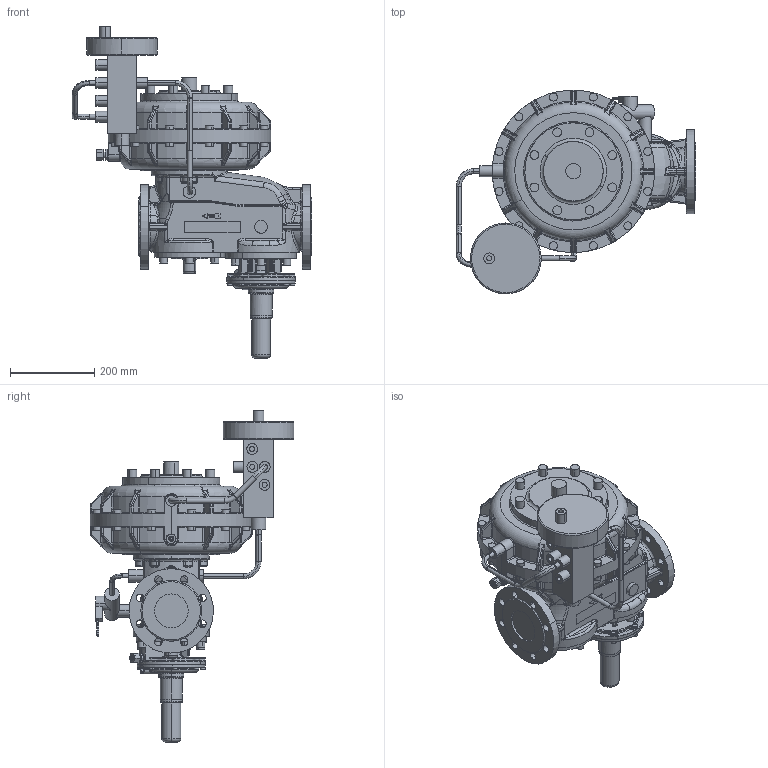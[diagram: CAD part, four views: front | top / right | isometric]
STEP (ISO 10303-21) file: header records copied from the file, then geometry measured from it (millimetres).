
FILE_DESCRIPTION(('CATIA V5 STEP Exchange'),'2;1');
FILE_NAME('RSP 255-080-385-R70-100.stp','2018-04-09T13:02:47+00:00',('none'),('none'),'CATIA Version 5 Release 19 SP 2 (IN-10)','CATIA V5 STEP AP214','none');
FILE_SCHEMA(('AUTOMOTIVE_DESIGN { 1 0 10303 214 1 1 1 1 }'));
Products named in the file (1): RSP 255-080-385-R70-100
Bounding box: 567.5 x 483.25 x 787.28 mm (x, y, z)
Volume: 29470968.3 mm3; surface area: 1167353.2 mm2
Topology: 1 solids, 23 shells, 2492 faces, 6067 edges, 3569 vertices
Faces by surface type: cylinder 957, torus 576, plane 404, bspline 390, cone 94, sphere 70, revolution 1
Entity records: 113832 total; most frequent: CARTESIAN_POINT 63402, ORIENTED_EDGE 11852, DIRECTION 7477, EDGE_CURVE 5926, AXIS2_PLACEMENT_3D 4282, VERTEX_POINT 3569, EDGE_LOOP 2623, CIRCLE 2565
